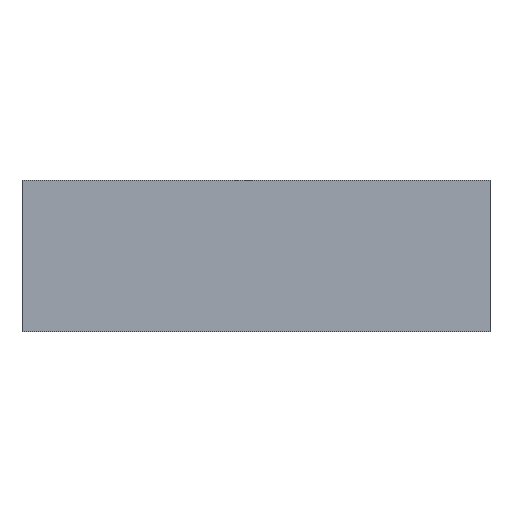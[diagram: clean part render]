
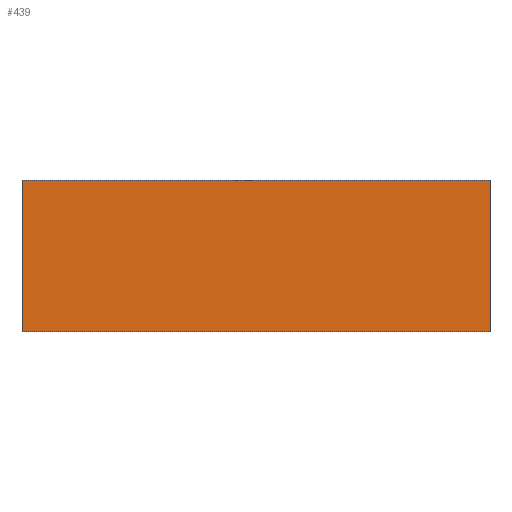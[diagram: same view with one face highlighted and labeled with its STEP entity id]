
A CAD part, left-side view. The second image highlights one B-rep face of the part: STEP entity #439.
In plain terms, the highlighted planar face has unit normal (-1, 0, 0).
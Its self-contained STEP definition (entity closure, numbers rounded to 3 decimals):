
#41=PLANE('',#501);
#65=FACE_OUTER_BOUND('',#107,.T.);
#107=EDGE_LOOP('',(#382,#383,#384,#385,#386));
#118=LINE('',#667,#150);
#136=LINE('',#744,#168);
#138=LINE('',#747,#170);
#139=LINE('',#749,#171);
#140=LINE('',#750,#172);
#150=VECTOR('',#536,10.);
#168=VECTOR('',#620,10.);
#170=VECTOR('',#624,10.);
#171=VECTOR('',#625,10.);
#172=VECTOR('',#626,10.);
#210=VERTEX_POINT('',#664);
#211=VERTEX_POINT('',#666);
#236=VERTEX_POINT('',#741);
#237=VERTEX_POINT('',#743);
#238=VERTEX_POINT('',#748);
#252=EDGE_CURVE('',#210,#211,#118,.T.);
#288=EDGE_CURVE('',#237,#236,#136,.T.);
#290=EDGE_CURVE('',#236,#211,#138,.T.);
#291=EDGE_CURVE('',#238,#210,#139,.T.);
#292=EDGE_CURVE('',#237,#238,#140,.T.);
#382=ORIENTED_EDGE('',*,*,#288,.T.);
#383=ORIENTED_EDGE('',*,*,#290,.T.);
#384=ORIENTED_EDGE('',*,*,#252,.F.);
#385=ORIENTED_EDGE('',*,*,#291,.F.);
#386=ORIENTED_EDGE('',*,*,#292,.F.);
#439=ADVANCED_FACE('',(#65),#41,.T.);
#501=AXIS2_PLACEMENT_3D('',#746,#622,#623);
#536=DIRECTION('',(0.,-1.,0.));
#620=DIRECTION('',(0.,-1.,0.));
#622=DIRECTION('center_axis',(-1.,0.,0.));
#623=DIRECTION('ref_axis',(0.,-1.,0.));
#624=DIRECTION('',(0.,0.,1.));
#625=DIRECTION('',(0.,0.,1.));
#626=DIRECTION('',(0.,0.,1.));
#664=CARTESIAN_POINT('',(-72.525,-143.7,255.345));
#666=CARTESIAN_POINT('',(-72.525,-180.7,255.345));
#667=CARTESIAN_POINT('',(-72.525,-129.9,255.345));
#741=CARTESIAN_POINT('',(-72.525,-180.7,243.345));
#743=CARTESIAN_POINT('',(-72.525,-143.7,243.345));
#744=CARTESIAN_POINT('',(-72.525,-129.9,243.345));
#746=CARTESIAN_POINT('Origin',(-72.525,-143.7,243.345));
#747=CARTESIAN_POINT('',(-72.525,-180.7,243.345));
#748=CARTESIAN_POINT('',(-72.525,-143.7,253.345));
#749=CARTESIAN_POINT('',(-72.525,-143.7,253.345));
#750=CARTESIAN_POINT('',(-72.525,-143.7,243.345));
